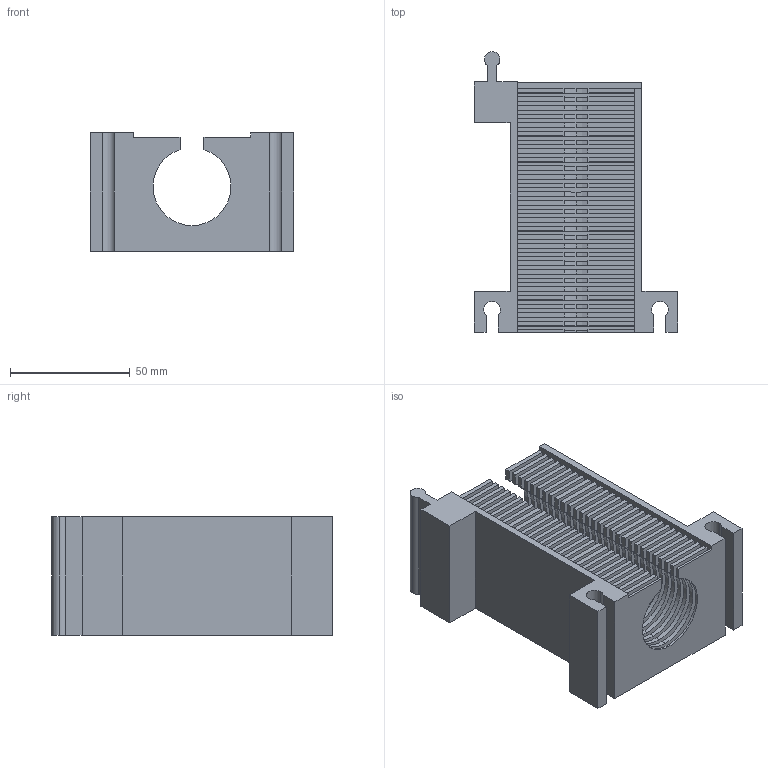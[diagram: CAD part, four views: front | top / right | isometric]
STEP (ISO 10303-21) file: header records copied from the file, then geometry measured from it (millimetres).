
FILE_DESCRIPTION (( 'STEP AP214' ), '1' );
FILE_NAME ('Diffusion_region_29_electrodes_grid_shutter.STEP', '2023-06-08T14:04:01', ( '' ), ( '' ), 'SwSTEP 2.0', 'SolidWorks 2020', '' );
FILE_SCHEMA (( 'AUTOMOTIVE_DESIGN' ));
Length unit declared in the file: millimetre
Products named in the file (1): Diffusion_region_29_electrodes_grid_shutter
Bounding box: 85 x 117.05 x 49.5 mm (x, y, z)
Volume: 149308.8 mm3; surface area: 119200.1 mm2
Topology: 1 solids, 1 shells, 443 faces, 1266 edges, 844 vertices
Faces by surface type: plane 325, cylinder 67, bspline 51
Entity records: 17098 total; most frequent: CARTESIAN_POINT 5701, ORIENTED_EDGE 2532, DIRECTION 2084, EDGE_CURVE 1266, LINE 1030, VECTOR 1030, VERTEX_POINT 844, AXIS2_PLACEMENT_3D 527
